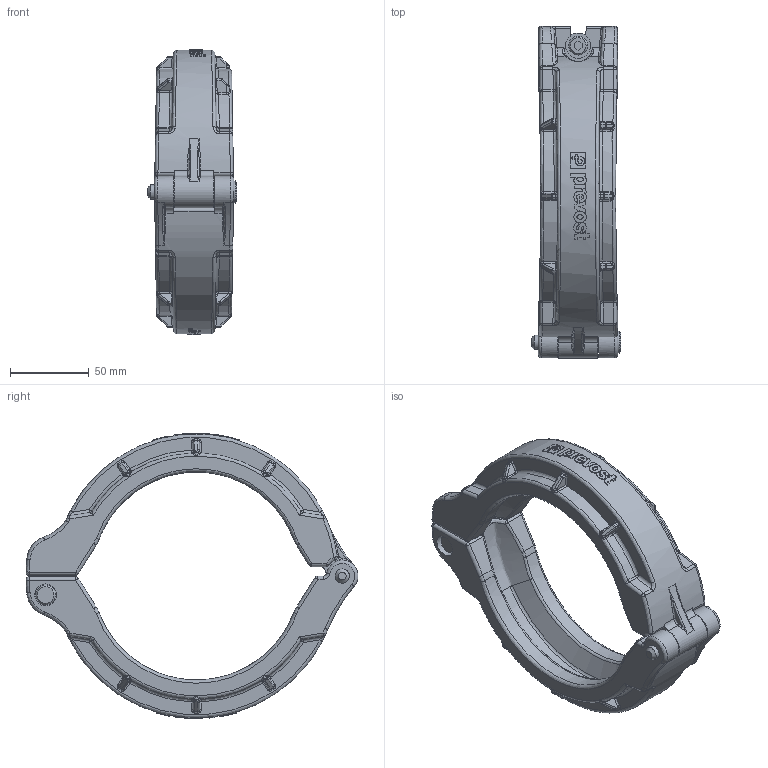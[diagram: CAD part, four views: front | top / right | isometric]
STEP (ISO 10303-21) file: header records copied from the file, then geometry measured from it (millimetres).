
FILE_DESCRIPTION(('STEP AP214'),'1');
FILE_NAME('PPS1 CC100.stp','2021-03-17T07:57:25',(' '),(' '),'Spatial InterOp 3D',' ',' ');
FILE_SCHEMA(('AUTOMOTIVE_DESIGN { 1 0 10303 214 1 1 1 1 }'));
Length unit declared in the file: metre
Products named in the file (1): 1615967834
Bounding box: 57 x 210.58 x 181 mm (x, y, z)
Volume: 401512 mm3; surface area: 88922.1 mm2
Topology: 1 solids, 2 shells, 1117 faces, 2836 edges, 1663 vertices
Faces by surface type: cylinder 390, bspline 298, plane 257, sphere 66, extrusion 65, torus 30, cone 11
Full cylindrical faces by diameter (mm): 8 x2, 9 x3, 12 x3, 12.5 x3, 14 x3, 16 x1
Entity records: 75539 total; most frequent: CARTESIAN_POINT 42426, ORIENTED_EDGE 5406, DIRECTION 4568, EDGE_CURVE 2703, AXIS2_PLACEMENT_3D 1785, VERTEX_POINT 1645, EDGE_LOOP 1176, FACE_OUTER_BOUND 1132
